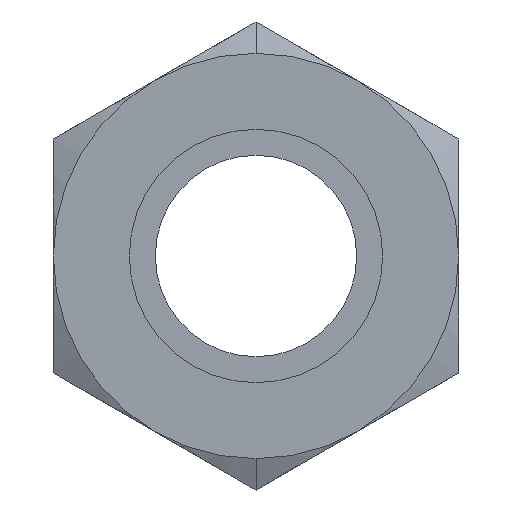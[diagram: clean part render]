
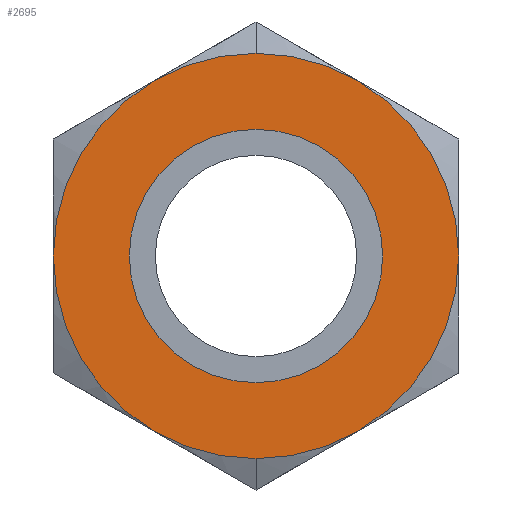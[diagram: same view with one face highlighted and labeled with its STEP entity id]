
A CAD part, left-side view. The second image highlights one B-rep face of the part: STEP entity #2695.
In plain terms, the highlighted planar face has unit normal (-1, 0, 0).
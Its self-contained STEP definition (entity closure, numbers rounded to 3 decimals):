
#237 = EDGE_CURVE ( 'NONE', #489, #713, #5162, .T. ) ;
#348 = CARTESIAN_POINT ( 'NONE',  ( 0., 0., -10. ) ) ;
#489 = VERTEX_POINT ( 'NONE', #8321 ) ;
#499 = DIRECTION ( 'NONE',  ( 0., 0., -1. ) ) ;
#713 = VERTEX_POINT ( 'NONE', #4480 ) ;
#747 = CARTESIAN_POINT ( 'NONE',  ( 0., 0., 0. ) ) ;
#756 = AXIS2_PLACEMENT_3D ( 'NONE', #7720, #1004, #3991 ) ;
#795 = DIRECTION ( 'NONE',  ( 0., 0., 1. ) ) ;
#802 = DIRECTION ( 'NONE',  ( 0., 0., -1. ) ) ;
#805 = FACE_OUTER_BOUND ( 'NONE', #4394, .T. ) ;
#957 = EDGE_CURVE ( 'NONE', #1493, #1652, #5933, .T. ) ;
#987 = CIRCLE ( 'NONE', #4898, 10. ) ;
#1004 = DIRECTION ( 'NONE',  ( -1., 0., 0. ) ) ;
#1439 = CARTESIAN_POINT ( 'NONE',  ( 0., 0., 10. ) ) ;
#1493 = VERTEX_POINT ( 'NONE', #1439 ) ;
#1652 = VERTEX_POINT ( 'NONE', #348 ) ;
#2269 = ORIENTED_EDGE ( 'NONE', *, *, #6233, .F. ) ;
#2478 = FACE_BOUND ( 'NONE', #8286, .T. ) ;
#2695 = ADVANCED_FACE ( 'NONE', ( #2478, #805 ), #5471, .T. ) ;
#2900 = ORIENTED_EDGE ( 'NONE', *, *, #237, .F. ) ;
#3681 = DIRECTION ( 'NONE',  ( 1., 0., 0. ) ) ;
#3742 = DIRECTION ( 'NONE',  ( 1., 0., 0. ) ) ;
#3991 = DIRECTION ( 'NONE',  ( 0., 0., 1. ) ) ;
#4124 = CIRCLE ( 'NONE', #6642, 16. ) ;
#4394 = EDGE_LOOP ( 'NONE', ( #2269, #2900 ) ) ;
#4480 = CARTESIAN_POINT ( 'NONE',  ( 0., 0., 16. ) ) ;
#4483 = DIRECTION ( 'NONE',  ( 1., 0., 0. ) ) ;
#4898 = AXIS2_PLACEMENT_3D ( 'NONE', #7339, #4483, #802 ) ;
#5162 = CIRCLE ( 'NONE', #8455, 16. ) ;
#5258 = CARTESIAN_POINT ( 'NONE',  ( 0., 0., 0. ) ) ;
#5471 = PLANE ( 'NONE',  #756 ) ;
#5473 = AXIS2_PLACEMENT_3D ( 'NONE', #5258, #3681, #8100 ) ;
#5584 = ORIENTED_EDGE ( 'NONE', *, *, #8137, .T. ) ;
#5933 = CIRCLE ( 'NONE', #5473, 10. ) ;
#6233 = EDGE_CURVE ( 'NONE', #713, #489, #4124, .T. ) ;
#6642 = AXIS2_PLACEMENT_3D ( 'NONE', #747, #3742, #795 ) ;
#7231 = DIRECTION ( 'NONE',  ( 1., 0., 0. ) ) ;
#7339 = CARTESIAN_POINT ( 'NONE',  ( 0., 0., 0. ) ) ;
#7720 = CARTESIAN_POINT ( 'NONE',  ( 0., 0., 8. ) ) ;
#7811 = ORIENTED_EDGE ( 'NONE', *, *, #957, .T. ) ;
#8100 = DIRECTION ( 'NONE',  ( 0., 0., 1. ) ) ;
#8137 = EDGE_CURVE ( 'NONE', #1652, #1493, #987, .T. ) ;
#8286 = EDGE_LOOP ( 'NONE', ( #5584, #7811 ) ) ;
#8321 = CARTESIAN_POINT ( 'NONE',  ( 0., 0., -16. ) ) ;
#8455 = AXIS2_PLACEMENT_3D ( 'NONE', #8704, #7231, #499 ) ;
#8704 = CARTESIAN_POINT ( 'NONE',  ( 0., 0., 0. ) ) ;
